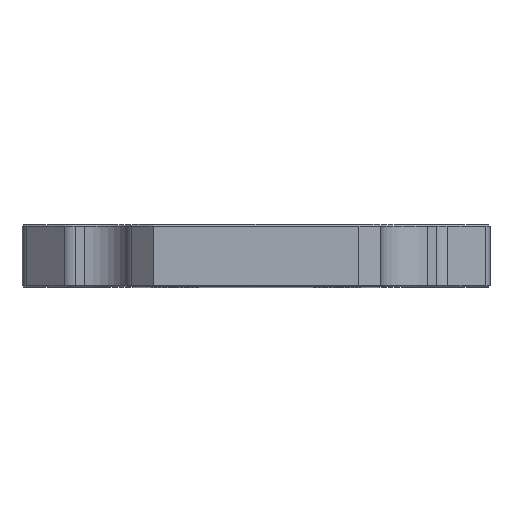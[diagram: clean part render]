
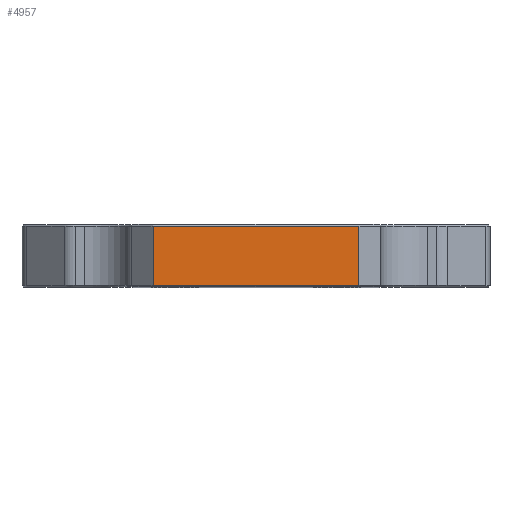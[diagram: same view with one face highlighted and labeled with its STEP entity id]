
A CAD part, top view. The second image highlights one B-rep face of the part: STEP entity #4957.
In plain terms, the highlighted planar face has unit normal (0, 0, 1).
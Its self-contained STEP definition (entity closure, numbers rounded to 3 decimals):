
#120 = ORIENTED_EDGE ( 'NONE', *, *, #6027, .T. ) ;
#235 = CARTESIAN_POINT ( 'NONE',  ( -33., 19.5, 65. ) ) ;
#263 = DIRECTION ( 'NONE',  ( -1., 0., 0. ) ) ;
#606 = CARTESIAN_POINT ( 'NONE',  ( -33., 19.5, 65. ) ) ;
#759 = PLANE ( 'NONE',  #6197 ) ;
#871 = ORIENTED_EDGE ( 'NONE', *, *, #5902, .T. ) ;
#973 = LINE ( 'NONE', #2886, #2147 ) ;
#1012 = FACE_OUTER_BOUND ( 'NONE', #4337, .T. ) ;
#1749 = EDGE_CURVE ( 'NONE', #6303, #4525, #973, .T. ) ;
#2147 = VECTOR ( 'NONE', #5366, 1000. ) ;
#2549 = DIRECTION ( 'NONE',  ( 1., 0., 0. ) ) ;
#2782 = VECTOR ( 'NONE', #5648, 1000. ) ;
#2825 = ORIENTED_EDGE ( 'NONE', *, *, #1749, .T. ) ;
#2886 = CARTESIAN_POINT ( 'NONE',  ( -33., 20., 65. ) ) ;
#2958 = LINE ( 'NONE', #606, #2782 ) ;
#3045 = CARTESIAN_POINT ( 'NONE',  ( 33., 0.5, 65. ) ) ;
#3288 = DIRECTION ( 'NONE',  ( 0., 0., -1. ) ) ;
#3812 = VECTOR ( 'NONE', #2549, 1000. ) ;
#3883 = CARTESIAN_POINT ( 'NONE',  ( 33., 19.5, 65. ) ) ;
#4079 = ORIENTED_EDGE ( 'NONE', *, *, #4938, .F. ) ;
#4337 = EDGE_LOOP ( 'NONE', ( #4079, #120, #2825, #871 ) ) ;
#4386 = LINE ( 'NONE', #5748, #5703 ) ;
#4525 = VERTEX_POINT ( 'NONE', #6008 ) ;
#4532 = CARTESIAN_POINT ( 'NONE',  ( 33., 0.5, 65. ) ) ;
#4938 = EDGE_CURVE ( 'NONE', #6413, #5307, #4386, .T. ) ;
#4957 = ADVANCED_FACE ( 'NONE', ( #1012 ), #759, .F. ) ;
#5121 = LINE ( 'NONE', #4532, #3812 ) ;
#5217 = DIRECTION ( 'NONE',  ( 0., -1., 0. ) ) ;
#5307 = VERTEX_POINT ( 'NONE', #3045 ) ;
#5366 = DIRECTION ( 'NONE',  ( 0., -1., 0. ) ) ;
#5648 = DIRECTION ( 'NONE',  ( -1., 0., 0. ) ) ;
#5703 = VECTOR ( 'NONE', #5217, 1000. ) ;
#5748 = CARTESIAN_POINT ( 'NONE',  ( 33., 20., 65. ) ) ;
#5902 = EDGE_CURVE ( 'NONE', #4525, #5307, #5121, .T. ) ;
#6008 = CARTESIAN_POINT ( 'NONE',  ( -33., 0.5, 65. ) ) ;
#6027 = EDGE_CURVE ( 'NONE', #6413, #6303, #2958, .T. ) ;
#6197 = AXIS2_PLACEMENT_3D ( 'NONE', #6270, #3288, #263 ) ;
#6270 = CARTESIAN_POINT ( 'NONE',  ( -33., 20., 65. ) ) ;
#6303 = VERTEX_POINT ( 'NONE', #235 ) ;
#6413 = VERTEX_POINT ( 'NONE', #3883 ) ;
